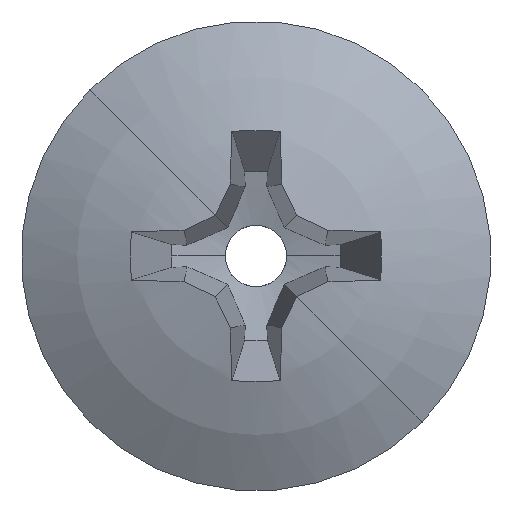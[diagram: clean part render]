
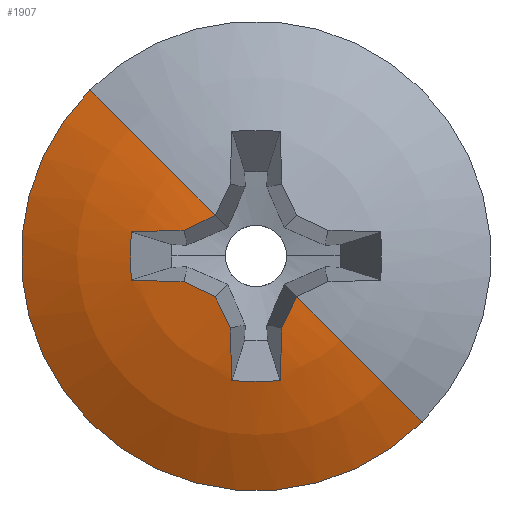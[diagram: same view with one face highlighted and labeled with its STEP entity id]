
A CAD part, left-side view. The second image highlights one B-rep face of the part: STEP entity #1907.
In plain terms, the highlighted spherical face has radius 11.711 mm.
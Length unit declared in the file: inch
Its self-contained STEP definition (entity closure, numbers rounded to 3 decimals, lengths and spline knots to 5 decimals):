
#596=CARTESIAN_POINT('',(0.28537,0.0276,
0.0276));
#597=DIRECTION('',(-0.144,0.7,0.7));
#598=DIRECTION('',(-0.95,0.099,-0.295));
#599=AXIS2_PLACEMENT_3D('',#596,#597,#598);
#601=CARTESIAN_POINT('',(-0.1662,0.,-0.05908));
#602=CARTESIAN_POINT('',(-0.16603,0.00363,
-0.06037));
#603=CARTESIAN_POINT('',(-0.1656,0.01085,
-0.06294));
#604=CARTESIAN_POINT('',(-0.16471,0.02142,
-0.06665));
#605=CARTESIAN_POINT('',(-0.16383,0.02932,
-0.06939));
#606=CARTESIAN_POINT('',(-0.1633,0.03344,
-0.07081));
#608=CARTESIAN_POINT('',(-0.1633,-0.03344,
-0.07081));
#609=CARTESIAN_POINT('',(-0.16383,-0.02928,
-0.06938));
#610=CARTESIAN_POINT('',(-0.16471,-0.02133,
-0.06661));
#611=CARTESIAN_POINT('',(-0.16561,-0.01076,
-0.0629));
#612=CARTESIAN_POINT('',(-0.16603,-0.00359,
-0.06036));
#613=CARTESIAN_POINT('',(-0.1662,0.,-0.05908));
#615=CARTESIAN_POINT('',(0.28537,-0.0276,
0.0276));
#616=DIRECTION('',(-0.144,-0.7,0.7));
#617=DIRECTION('',(-0.977,-0.013,-0.214));
#618=AXIS2_PLACEMENT_3D('',#615,#616,#617);
#620=CARTESIAN_POINT('',(0.26025,0.0463,
0.0463));
#621=DIRECTION('',(-0.426,0.64,0.64));
#622=DIRECTION('',(-0.903,-0.262,-0.339));
#623=AXIS2_PLACEMENT_3D('',#620,#621,#622);
#625=CARTESIAN_POINT('',(0.28537,0.0276,
-0.0276));
#626=DIRECTION('',(-0.144,0.7,-0.7));
#627=DIRECTION('',(-0.95,-0.295,-0.099));
#628=AXIS2_PLACEMENT_3D('',#625,#626,#627);
#630=CARTESIAN_POINT('',(-0.1662,-0.05908,0.));
#631=CARTESIAN_POINT('',(-0.16614,-0.05957,
-0.00138));
#632=CARTESIAN_POINT('',(-0.16599,-0.06055,
-0.00414));
#633=CARTESIAN_POINT('',(-0.16574,-0.06203,
-0.0083));
#634=CARTESIAN_POINT('',(-0.16544,-0.0635,
-0.01245));
#635=CARTESIAN_POINT('',(-0.16511,-0.06495,
-0.0166));
#636=CARTESIAN_POINT('',(-0.16473,-0.0664,
-0.02074));
#637=CARTESIAN_POINT('',(-0.16431,-0.06785,
-0.0249));
#638=CARTESIAN_POINT('',(-0.16384,-0.06932,
-0.02911));
#639=CARTESIAN_POINT('',(-0.16349,-0.07031,
-0.03199));
#640=CARTESIAN_POINT('',(-0.1633,-0.07081,
-0.03344));
#642=CARTESIAN_POINT('',(0.29107,0.,0.));
#643=DIRECTION('',(0.,0.,-1.));
#644=DIRECTION('',(-0.853,-0.523,0.));
#645=AXIS2_PLACEMENT_3D('',#642,#643,#644);
#647=CARTESIAN_POINT('',(-0.102,0.,0.));
#648=DIRECTION('',(-1.,0.,0.));
#649=DIRECTION('',(0.,1.,0.));
#650=AXIS2_PLACEMENT_3D('',#647,#648,#649);
#652=CARTESIAN_POINT('',(0.29107,0.,0.));
#653=DIRECTION('',(0.,0.,1.));
#654=DIRECTION('',(-0.853,0.523,0.));
#655=AXIS2_PLACEMENT_3D('',#652,#653,#654);
#657=CARTESIAN_POINT('',(-0.1633,0.07081,
-0.03344));
#658=CARTESIAN_POINT('',(-0.16348,0.07032,
-0.03201));
#659=CARTESIAN_POINT('',(-0.16383,0.06933,
-0.02916));
#660=CARTESIAN_POINT('',(-0.1643,0.06786,
-0.02492));
#661=CARTESIAN_POINT('',(-0.16473,0.0664,
-0.02072));
#662=CARTESIAN_POINT('',(-0.16511,0.06493,
-0.01655));
#663=CARTESIAN_POINT('',(-0.16545,0.06348,
-0.0124));
#664=CARTESIAN_POINT('',(-0.16574,0.06202,
-0.00828));
#665=CARTESIAN_POINT('',(-0.16599,0.06056,
-0.00415));
#666=CARTESIAN_POINT('',(-0.16614,0.05957,
-0.00139));
#667=CARTESIAN_POINT('',(-0.1662,0.05908,0.));
#669=CARTESIAN_POINT('',(0.28537,-0.0276,
-0.0276));
#670=DIRECTION('',(0.144,0.7,0.7));
#671=DIRECTION('',(-0.95,0.295,-0.099));
#672=AXIS2_PLACEMENT_3D('',#669,#670,#671);
#674=CARTESIAN_POINT('',(0.26025,-0.0463,
0.0463));
#675=DIRECTION('',(0.426,0.64,-0.64));
#676=DIRECTION('',(-0.903,0.262,-0.339));
#677=AXIS2_PLACEMENT_3D('',#674,#675,#676);
#946=CARTESIAN_POINT('',(-0.1662,-0.05908,0.));
#992=CARTESIAN_POINT('',(-0.1662,0.05908,0.));
#1187=CARTESIAN_POINT('',(-0.102,0.241,0.));
#1189=VERTEX_POINT('',#1187);
#1191=CARTESIAN_POINT('',(-0.102,-0.241,0.));
#1193=VERTEX_POINT('',#1191);
#1205=VERTEX_POINT('',#946);
#1220=VERTEX_POINT('',#992);
#1221=CARTESIAN_POINT('',(-0.15115,0.07317,
-0.10803));
#1222=CARTESIAN_POINT('',(-0.1633,0.03344,
-0.07081));
#1223=VERTEX_POINT('',#1221);
#1224=VERTEX_POINT('',#1222);
#1225=VERTEX_POINT('',#601);
#1226=VERTEX_POINT('',#608);
#1227=CARTESIAN_POINT('',(-0.15115,-0.07317,
-0.10803));
#1228=VERTEX_POINT('',#1227);
#1229=CARTESIAN_POINT('',(-0.15115,-0.10803,
-0.07317));
#1230=VERTEX_POINT('',#1229);
#1231=CARTESIAN_POINT('',(-0.1633,-0.07081,
-0.03344));
#1232=VERTEX_POINT('',#1231);
#1233=VERTEX_POINT('',#657);
#1234=CARTESIAN_POINT('',(-0.15115,0.10803,
-0.07317));
#1235=VERTEX_POINT('',#1234);
#1875=CARTESIAN_POINT('',(0.29107,0.,0.));
#1876=DIRECTION('',(1.,0.,0.));
#1877=DIRECTION('',(0.,-1.,0.));
#1878=AXIS2_PLACEMENT_3D('',#1875,#1876,#1877);
#1879=SPHERICAL_SURFACE('',#1878,0.46107);
#1881=ORIENTED_EDGE('',*,*,#1880,.T.);
#1883=ORIENTED_EDGE('',*,*,#1882,.F.);
#1885=ORIENTED_EDGE('',*,*,#1884,.F.);
#1887=ORIENTED_EDGE('',*,*,#1886,.T.);
#1889=ORIENTED_EDGE('',*,*,#1888,.T.);
#1891=ORIENTED_EDGE('',*,*,#1890,.T.);
#1893=ORIENTED_EDGE('',*,*,#1892,.F.);
#1895=ORIENTED_EDGE('',*,*,#1894,.F.);
#1896=ORIENTED_EDGE('',*,*,#1868,.F.);
#1898=ORIENTED_EDGE('',*,*,#1897,.T.);
#1900=ORIENTED_EDGE('',*,*,#1899,.F.);
#1902=ORIENTED_EDGE('',*,*,#1901,.F.);
#1904=ORIENTED_EDGE('',*,*,#1903,.F.);
#1905=EDGE_LOOP('',(#1881,#1883,#1885,#1887,#1889,#1891,#1893,#1895,#1896,#1898,
#1900,#1902,#1904));
#1906=FACE_OUTER_BOUND('',#1905,.F.);
#600=CIRCLE('',#599,0.45938);
#607=B_SPLINE_CURVE_WITH_KNOTS('',3,(#601,#602,#603,#604,#605,#606),
.UNSPECIFIED.,.F.,.F.,(4,1,1,4),(0.,0.33333,0.66667,1.),
.UNSPECIFIED.);
#614=B_SPLINE_CURVE_WITH_KNOTS('',3,(#608,#609,#610,#611,#612,#613),
.UNSPECIFIED.,.F.,.F.,(4,1,1,4),(0.,0.33333,0.66667,1.),
.UNSPECIFIED.);
#619=CIRCLE('',#618,0.45938);
#624=CIRCLE('',#623,0.45535);
#629=CIRCLE('',#628,0.45938);
#641=B_SPLINE_CURVE_WITH_KNOTS('',3,(#630,#631,#632,#633,#634,#635,#636,#637,
#638,#639,#640),.UNSPECIFIED.,.F.,.F.,(4,1,1,1,1,1,1,1,4),(0.,0.125,0.25,
0.375,0.5,0.625,0.75,0.875,1.),.UNSPECIFIED.);
#646=CIRCLE('',#645,0.46107);
#651=CIRCLE('',#650,0.241);
#656=CIRCLE('',#655,0.46107);
#668=B_SPLINE_CURVE_WITH_KNOTS('',3,(#657,#658,#659,#660,#661,#662,#663,#664,
#665,#666,#667),.UNSPECIFIED.,.F.,.F.,(4,1,1,1,1,1,1,1,4),(0.,0.125,0.25,
0.375,0.5,0.625,0.75,0.875,1.),.UNSPECIFIED.);
#673=CIRCLE('',#672,0.45938);
#678=CIRCLE('',#677,0.45535);
#1868=EDGE_CURVE('',#1189,#1193,#651,.T.);
#1880=EDGE_CURVE('',#1223,#1224,#600,.T.);
#1882=EDGE_CURVE('',#1225,#1224,#607,.T.);
#1884=EDGE_CURVE('',#1226,#1225,#614,.T.);
#1886=EDGE_CURVE('',#1226,#1228,#619,.T.);
#1888=EDGE_CURVE('',#1228,#1230,#624,.T.);
#1890=EDGE_CURVE('',#1230,#1232,#629,.T.);
#1892=EDGE_CURVE('',#1205,#1232,#641,.T.);
#1894=EDGE_CURVE('',#1193,#1205,#646,.T.);
#1897=EDGE_CURVE('',#1189,#1220,#656,.T.);
#1899=EDGE_CURVE('',#1233,#1220,#668,.T.);
#1901=EDGE_CURVE('',#1235,#1233,#673,.T.);
#1903=EDGE_CURVE('',#1223,#1235,#678,.T.);
#1907=ADVANCED_FACE('',(#1906),#1879,.T.);
